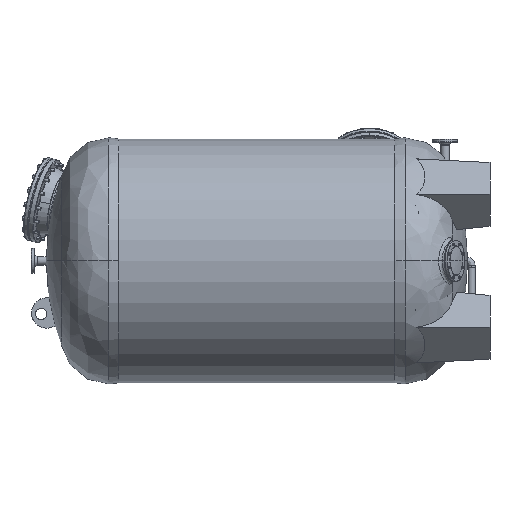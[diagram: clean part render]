
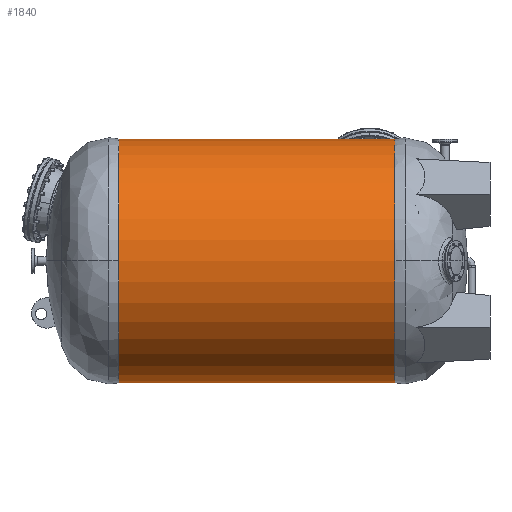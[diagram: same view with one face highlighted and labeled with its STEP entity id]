
A CAD part, left-side view. The second image highlights one B-rep face of the part: STEP entity #1840.
In plain terms, the highlighted cylindrical face has radius 810 mm (diameter 1620 mm), a partial arc.
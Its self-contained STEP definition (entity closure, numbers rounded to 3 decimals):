
#1840 = ADVANCED_FACE ( 'NONE', ( #21467 ), #51999, .T. ) ;
#1899 = CARTESIAN_POINT ( 'NONE',  ( 0., 0., 0. ) ) ;
#1981 = DIRECTION ( 'NONE',  ( 0., -1., 0. ) ) ;
#2187 = DIRECTION ( 'NONE',  ( 0., 0., 1. ) ) ;
#4326 = CARTESIAN_POINT ( 'NONE',  ( 0., 2305.624, 810. ) ) ;
#4737 = VERTEX_POINT ( 'NONE', #29258 ) ;
#4956 = CARTESIAN_POINT ( 'NONE',  ( 0., 469.376, 0. ) ) ;
#6381 = EDGE_LOOP ( 'NONE', ( #30787, #60200, #16690, #22118, #54344, #8684 ) ) ;
#6498 = EDGE_CURVE ( 'NONE', #19093, #64915, #16579, .T. ) ;
#6501 = DIRECTION ( 'NONE',  ( 0., 1., 0. ) ) ;
#6795 = VERTEX_POINT ( 'NONE', #42313 ) ;
#6864 = VERTEX_POINT ( 'NONE', #59188 ) ;
#7136 = DIRECTION ( 'NONE',  ( 0., -1., 0. ) ) ;
#8684 = ORIENTED_EDGE ( 'NONE', *, *, #55401, .T. ) ;
#9749 = AXIS2_PLACEMENT_3D ( 'NONE', #4956, #24914, #46129 ) ;
#16579 = CIRCLE ( 'NONE', #56817, 810. ) ;
#16644 = AXIS2_PLACEMENT_3D ( 'NONE', #1899, #6501, #26801 ) ;
#16690 = ORIENTED_EDGE ( 'NONE', *, *, #39028, .T. ) ;
#19093 = VERTEX_POINT ( 'NONE', #4326 ) ;
#21467 = FACE_OUTER_BOUND ( 'NONE', #6381, .T. ) ;
#21556 = CARTESIAN_POINT ( 'NONE',  ( 0., 2305.624, 0. ) ) ;
#22118 = ORIENTED_EDGE ( 'NONE', *, *, #33725, .T. ) ;
#22870 = DIRECTION ( 'NONE',  ( 0., 0., 1. ) ) ;
#24914 = DIRECTION ( 'NONE',  ( 0., 1., 0. ) ) ;
#26561 = LINE ( 'NONE', #61391, #39123 ) ;
#26801 = DIRECTION ( 'NONE',  ( 0., 0., 1. ) ) ;
#29052 = CIRCLE ( 'NONE', #53414, 810. ) ;
#29258 = CARTESIAN_POINT ( 'NONE',  ( -810., 469.376, 0. ) ) ;
#30475 = AXIS2_PLACEMENT_3D ( 'NONE', #21556, #1981, #22870 ) ;
#30787 = ORIENTED_EDGE ( 'NONE', *, *, #46655, .F. ) ;
#30928 = DIRECTION ( 'NONE',  ( 0., 1., 0. ) ) ;
#32584 = CIRCLE ( 'NONE', #30475, 810. ) ;
#33459 = VERTEX_POINT ( 'NONE', #58596 ) ;
#33725 = EDGE_CURVE ( 'NONE', #33459, #19093, #37208, .T. ) ;
#37208 = LINE ( 'NONE', #63083, #65337 ) ;
#38019 = EDGE_CURVE ( 'NONE', #6864, #4737, #29052, .T. ) ;
#39028 = EDGE_CURVE ( 'NONE', #4737, #33459, #48992, .T. ) ;
#39123 = VECTOR ( 'NONE', #46791, 1000. ) ;
#39903 = DIRECTION ( 'NONE',  ( 0., 0., 1. ) ) ;
#40561 = CARTESIAN_POINT ( 'NONE',  ( 0., 469.376, 0. ) ) ;
#40887 = CARTESIAN_POINT ( 'NONE',  ( -810., 2305.624, 0. ) ) ;
#42313 = CARTESIAN_POINT ( 'NONE',  ( 0., 2305.624, -810. ) ) ;
#46129 = DIRECTION ( 'NONE',  ( 0., 0., 1. ) ) ;
#46655 = EDGE_CURVE ( 'NONE', #6864, #6795, #26561, .T. ) ;
#46791 = DIRECTION ( 'NONE',  ( 0., 1., 0. ) ) ;
#48992 = CIRCLE ( 'NONE', #9749, 810. ) ;
#51999 = CYLINDRICAL_SURFACE ( 'NONE', #16644, 810. ) ;
#53125 = DIRECTION ( 'NONE',  ( 0., 1., 0. ) ) ;
#53414 = AXIS2_PLACEMENT_3D ( 'NONE', #40561, #30928, #39903 ) ;
#54344 = ORIENTED_EDGE ( 'NONE', *, *, #6498, .T. ) ;
#55401 = EDGE_CURVE ( 'NONE', #64915, #6795, #32584, .T. ) ;
#56817 = AXIS2_PLACEMENT_3D ( 'NONE', #57607, #7136, #2187 ) ;
#57607 = CARTESIAN_POINT ( 'NONE',  ( 0., 2305.624, 0. ) ) ;
#58596 = CARTESIAN_POINT ( 'NONE',  ( 0., 469.376, 810. ) ) ;
#59188 = CARTESIAN_POINT ( 'NONE',  ( 0., 469.376, -810. ) ) ;
#60200 = ORIENTED_EDGE ( 'NONE', *, *, #38019, .T. ) ;
#61391 = CARTESIAN_POINT ( 'NONE',  ( 0., 0., -810. ) ) ;
#63083 = CARTESIAN_POINT ( 'NONE',  ( 0., 0., 810. ) ) ;
#64915 = VERTEX_POINT ( 'NONE', #40887 ) ;
#65337 = VECTOR ( 'NONE', #53125, 1000. ) ;
